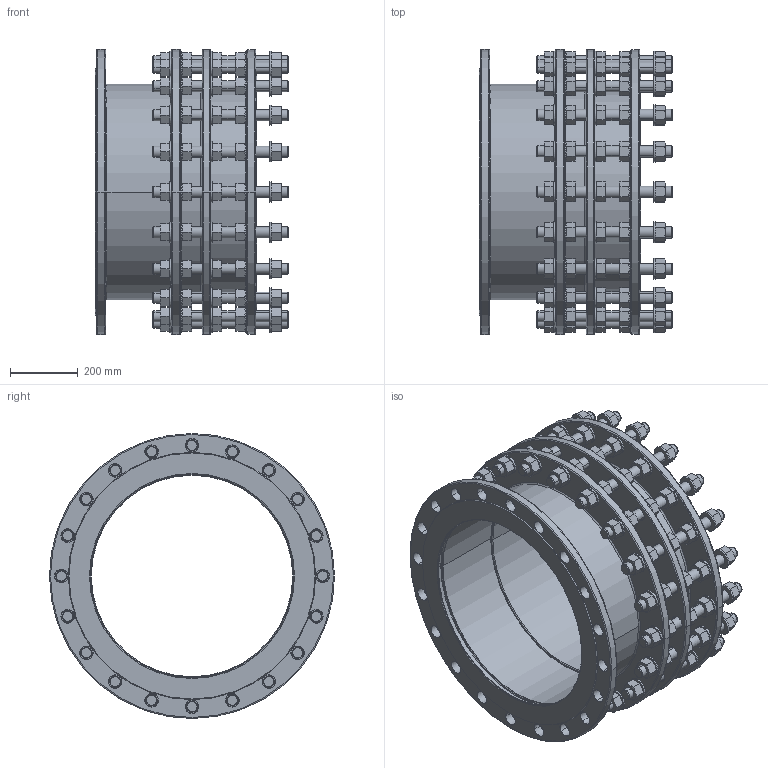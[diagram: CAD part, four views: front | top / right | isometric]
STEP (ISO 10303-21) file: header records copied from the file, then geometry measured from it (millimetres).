
FILE_DESCRIPTION((''),'2;1');
FILE_NAME('PAS30-DN600-PN16_M','2019-05-23T',('pchinta'),(''),'PRO/ENGINEER BY PARAMETRIC TECHNOLOGY CORPORATION, 2015030','PRO/ENGINEER BY PARAMETRIC TECHNOLOGY CORPORATION, 2015030','');
FILE_SCHEMA(('CONFIG_CONTROL_DESIGN'));
Products named in the file (1): PAS30-DN600-PN16_M
Bounding box: 569 x 840 x 840 mm (x, y, z)
Volume: 45227428 mm3; surface area: 5642787.9 mm2
Topology: 1 solids, 2 shells, 2406 faces, 5356 edges, 3319 vertices
Faces by surface type: plane 977, cone 708, cylinder 626, torus 90, bspline 5
Entity records: 86097 total; most frequent: CARTESIAN_POINT 33008, DIRECTION 11156, ORIENTED_EDGE 10712, EDGE_CURVE 5356, AXIS2_PLACEMENT_3D 4611, VERTEX_POINT 3319, EDGE_LOOP 2895, FACE_OUTER_BOUND 2406
